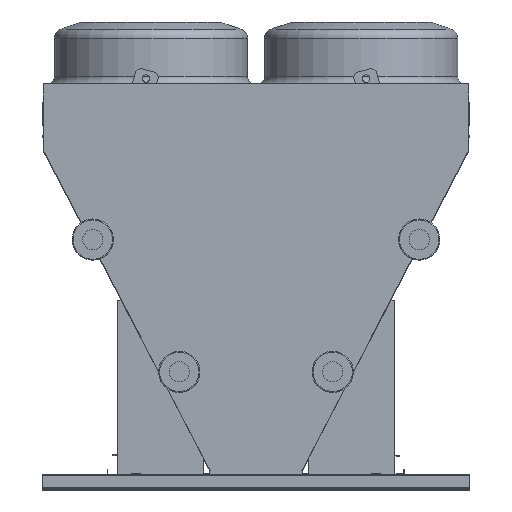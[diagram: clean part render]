
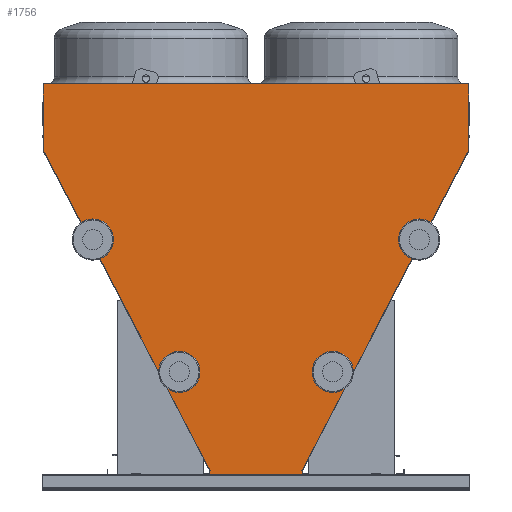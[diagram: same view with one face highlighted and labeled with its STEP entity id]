
A CAD part, top view. The second image highlights one B-rep face of the part: STEP entity #1756.
In plain terms, the highlighted planar face has unit normal (0, 0, 1).
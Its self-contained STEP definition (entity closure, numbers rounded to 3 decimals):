
#7 = DIRECTION ( 'NONE',  ( 0.887, -0.462, 0. ) ) ;
#47 = VECTOR ( 'NONE', #7, 1000. ) ;
#60 = DIRECTION ( 'NONE',  ( 0.462, 0.887, 0. ) ) ;
#247 = VECTOR ( 'NONE', #14979, 1000. ) ;
#309 = CARTESIAN_POINT ( 'NONE',  ( 246.893, 17.358, 0. ) ) ;
#327 = VERTEX_POINT ( 'NONE', #2267 ) ;
#349 = CARTESIAN_POINT ( 'NONE',  ( 279.893, 0., 0. ) ) ;
#510 = ORIENTED_EDGE ( 'NONE', *, *, #15726, .T. ) ;
#622 = CARTESIAN_POINT ( 'NONE',  ( 1136.15, 2083.62, 0. ) ) ;
#791 = DIRECTION ( 'NONE',  ( 1., 0., 0. ) ) ;
#860 = ORIENTED_EDGE ( 'NONE', *, *, #15824, .T. ) ;
#903 = PLANE ( 'NONE',  #10309 ) ;
#1217 = LINE ( 'NONE', #2105, #13856 ) ;
#1261 = VERTEX_POINT ( 'NONE', #15907 ) ;
#1285 = LINE ( 'NONE', #11343, #4356 ) ;
#1295 = VERTEX_POINT ( 'NONE', #2689 ) ;
#1375 = CARTESIAN_POINT ( 'NONE',  ( 279.893, 1.482, 0. ) ) ;
#1410 = LINE ( 'NONE', #5603, #7686 ) ;
#1445 = ORIENTED_EDGE ( 'NONE', *, *, #15780, .T. ) ;
#1460 = VECTOR ( 'NONE', #60, 1000. ) ;
#1593 = CARTESIAN_POINT ( 'NONE',  ( 279.893, 1.482, 0. ) ) ;
#1644 = CARTESIAN_POINT ( 'NONE',  ( 1127.607, 1711.053, 0. ) ) ;
#1756 = ADVANCED_FACE ( 'NONE', ( #5398 ), #903, .F. ) ;
#1812 = DIRECTION ( 'NONE',  ( -1., 0., 0. ) ) ;
#1992 = DIRECTION ( 'NONE',  ( 0.887, 0.462, 0. ) ) ;
#2105 = CARTESIAN_POINT ( 'NONE',  ( 279.893, 0., 0. ) ) ;
#2267 = CARTESIAN_POINT ( 'NONE',  ( -1136.282, 2083.62, 0. ) ) ;
#2496 = VECTOR ( 'NONE', #4278, 1000. ) ;
#2514 = VERTEX_POINT ( 'NONE', #13788 ) ;
#2605 = VERTEX_POINT ( 'NONE', #3179 ) ;
#2689 = CARTESIAN_POINT ( 'NONE',  ( -246.893, 1.482, 0. ) ) ;
#2692 = VECTOR ( 'NONE', #4497, 1000. ) ;
#2920 = LINE ( 'NONE', #2988, #2496 ) ;
#2934 = DIRECTION ( 'NONE',  ( -1., 0., 0. ) ) ;
#2988 = CARTESIAN_POINT ( 'NONE',  ( -279.893, 0., 0. ) ) ;
#3130 = LINE ( 'NONE', #12307, #47 ) ;
#3179 = CARTESIAN_POINT ( 'NONE',  ( -279.893, 1.482, 0. ) ) ;
#3222 = CARTESIAN_POINT ( 'NONE',  ( -245.403, 20.223, 0. ) ) ;
#3319 = LINE ( 'NONE', #1593, #12581 ) ;
#3538 = DIRECTION ( 'NONE',  ( -1., 0., 0. ) ) ;
#3907 = VECTOR ( 'NONE', #12779, 1000. ) ;
#3925 = LINE ( 'NONE', #9915, #13147 ) ;
#3928 = ORIENTED_EDGE ( 'NONE', *, *, #15181, .T. ) ;
#4278 = DIRECTION ( 'NONE',  ( 0., -1., 0. ) ) ;
#4348 = CARTESIAN_POINT ( 'NONE',  ( -279.893, 0., 0. ) ) ;
#4356 = VECTOR ( 'NONE', #11291, 1000. ) ;
#4497 = DIRECTION ( 'NONE',  ( 0.462, -0.887, 0. ) ) ;
#4526 = ORIENTED_EDGE ( 'NONE', *, *, #15832, .T. ) ;
#4615 = CARTESIAN_POINT ( 'NONE',  ( -1127.739, 1711.053, 0. ) ) ;
#4901 = LINE ( 'NONE', #4615, #10886 ) ;
#4952 = CARTESIAN_POINT ( 'NONE',  ( -1127.739, 1711.053, 0. ) ) ;
#5002 = CARTESIAN_POINT ( 'NONE',  ( -1136.282, 1727.462, 0. ) ) ;
#5249 = CARTESIAN_POINT ( 'NONE',  ( -245.403, 20.223, 0. ) ) ;
#5395 = ORIENTED_EDGE ( 'NONE', *, *, #15297, .T. ) ;
#5398 = FACE_OUTER_BOUND ( 'NONE', #6115, .T. ) ;
#5497 = VERTEX_POINT ( 'NONE', #5249 ) ;
#5522 = VECTOR ( 'NONE', #7935, 1000. ) ;
#5603 = CARTESIAN_POINT ( 'NONE',  ( -1136.282, 2083.62, 0. ) ) ;
#5863 = VERTEX_POINT ( 'NONE', #12331 ) ;
#5873 = DIRECTION ( 'NONE',  ( 0.462, -0.887, 0. ) ) ;
#5900 = LINE ( 'NONE', #6757, #5522 ) ;
#6079 = ORIENTED_EDGE ( 'NONE', *, *, #15515, .T. ) ;
#6115 = EDGE_LOOP ( 'NONE', ( #5395, #4526, #860, #1445, #10079, #510, #8155, #15554, #11924, #6385, #8867, #7141, #14031, #6703, #9037, #6079, #3928, #11756 ) ) ;
#6337 = DIRECTION ( 'NONE',  ( 0.462, 0.887, 0. ) ) ;
#6385 = ORIENTED_EDGE ( 'NONE', *, *, #15685, .T. ) ;
#6650 = CARTESIAN_POINT ( 'NONE',  ( 246.893, 17.358, 0. ) ) ;
#6656 = VERTEX_POINT ( 'NONE', #4952 ) ;
#6664 = CARTESIAN_POINT ( 'NONE',  ( -1126.246, 1711.83, 0. ) ) ;
#6703 = ORIENTED_EDGE ( 'NONE', *, *, #15584, .T. ) ;
#6705 = VERTEX_POINT ( 'NONE', #5002 ) ;
#6757 = CARTESIAN_POINT ( 'NONE',  ( -279.893, 1.482, 0. ) ) ;
#6807 = DIRECTION ( 'NONE',  ( 0., -1., 0. ) ) ;
#6971 = DIRECTION ( 'NONE',  ( 0., -1., 0. ) ) ;
#7141 = ORIENTED_EDGE ( 'NONE', *, *, #15641, .T. ) ;
#7374 = LINE ( 'NONE', #11325, #13323 ) ;
#7550 = VECTOR ( 'NONE', #6807, 1000. ) ;
#7686 = VECTOR ( 'NONE', #1812, 1000. ) ;
#7780 = CARTESIAN_POINT ( 'NONE',  ( 245.39, 20.232, 0. ) ) ;
#7935 = DIRECTION ( 'NONE',  ( -1., 0., 0. ) ) ;
#8102 = LINE ( 'NONE', #8188, #8467 ) ;
#8131 = VECTOR ( 'NONE', #6971, 1000. ) ;
#8136 = VERTEX_POINT ( 'NONE', #1644 ) ;
#8155 = ORIENTED_EDGE ( 'NONE', *, *, #15707, .T. ) ;
#8158 = CARTESIAN_POINT ( 'NONE',  ( -1136.282, 1727.462, 0. ) ) ;
#8188 = CARTESIAN_POINT ( 'NONE',  ( -1127.739, 1711.053, 0. ) ) ;
#8445 = CARTESIAN_POINT ( 'NONE',  ( 279.893, 0., 0. ) ) ;
#8467 = VECTOR ( 'NONE', #1992, 1000. ) ;
#8500 = LINE ( 'NONE', #8158, #8131 ) ;
#8823 = CARTESIAN_POINT ( 'NONE',  ( 245.39, 20.232, 0. ) ) ;
#8867 = ORIENTED_EDGE ( 'NONE', *, *, #15661, .T. ) ;
#9037 = ORIENTED_EDGE ( 'NONE', *, *, #15535, .T. ) ;
#9392 = CARTESIAN_POINT ( 'NONE',  ( 1136.15, 1727.462, 0. ) ) ;
#9585 = CARTESIAN_POINT ( 'NONE',  ( 0., 0., 0. ) ) ;
#9783 = LINE ( 'NONE', #6650, #247 ) ;
#9915 = CARTESIAN_POINT ( 'NONE',  ( 1127.607, 1711.053, 0. ) ) ;
#10079 = ORIENTED_EDGE ( 'NONE', *, *, #15733, .T. ) ;
#10197 = VERTEX_POINT ( 'NONE', #7780 ) ;
#10285 = DIRECTION ( 'NONE',  ( 0., 1., 0. ) ) ;
#10309 = AXIS2_PLACEMENT_3D ( 'NONE', #9585, #10785, #3538 ) ;
#10328 = VERTEX_POINT ( 'NONE', #4348 ) ;
#10578 = VERTEX_POINT ( 'NONE', #9392 ) ;
#10715 = LINE ( 'NONE', #15139, #7550 ) ;
#10785 = DIRECTION ( 'NONE',  ( 0., 0., -1. ) ) ;
#10819 = VERTEX_POINT ( 'NONE', #8445 ) ;
#10886 = VECTOR ( 'NONE', #5873, 1000. ) ;
#11291 = DIRECTION ( 'NONE',  ( 0., 1., 0. ) ) ;
#11306 = EDGE_CURVE ( 'NONE', #15795, #327, #1410, .T. ) ;
#11325 = CARTESIAN_POINT ( 'NONE',  ( 246.893, 17.358, 0. ) ) ;
#11343 = CARTESIAN_POINT ( 'NONE',  ( 1136.15, 2083.62, 0. ) ) ;
#11594 = CARTESIAN_POINT ( 'NONE',  ( -246.893, 17.358, 0. ) ) ;
#11756 = ORIENTED_EDGE ( 'NONE', *, *, #11306, .T. ) ;
#11924 = ORIENTED_EDGE ( 'NONE', *, *, #12228, .T. ) ;
#12197 = LINE ( 'NONE', #349, #15404 ) ;
#12228 = EDGE_CURVE ( 'NONE', #10328, #10819, #1217, .T. ) ;
#12307 = CARTESIAN_POINT ( 'NONE',  ( 1127.607, 1711.053, 0. ) ) ;
#12331 = CARTESIAN_POINT ( 'NONE',  ( 246.893, 1.482, 0. ) ) ;
#12379 = LINE ( 'NONE', #3222, #2692 ) ;
#12516 = DIRECTION ( 'NONE',  ( -0.463, 0.886, 0. ) ) ;
#12581 = VECTOR ( 'NONE', #2934, 1000. ) ;
#12779 = DIRECTION ( 'NONE',  ( -0.461, -0.887, 0. ) ) ;
#13147 = VECTOR ( 'NONE', #6337, 1000. ) ;
#13323 = VECTOR ( 'NONE', #12516, 1000. ) ;
#13372 = VERTEX_POINT ( 'NONE', #1375 ) ;
#13444 = VERTEX_POINT ( 'NONE', #6664 ) ;
#13510 = LINE ( 'NONE', #11594, #3907 ) ;
#13788 = CARTESIAN_POINT ( 'NONE',  ( 1126.218, 1711.776, 0. ) ) ;
#13856 = VECTOR ( 'NONE', #791, 1000. ) ;
#14031 = ORIENTED_EDGE ( 'NONE', *, *, #15614, .T. ) ;
#14833 = LINE ( 'NONE', #8823, #1460 ) ;
#14979 = DIRECTION ( 'NONE',  ( 0., 1., 0. ) ) ;
#15139 = CARTESIAN_POINT ( 'NONE',  ( -246.893, 17.358, 0. ) ) ;
#15181 = EDGE_CURVE ( 'NONE', #10578, #15795, #1285, .T. ) ;
#15194 = VERTEX_POINT ( 'NONE', #309 ) ;
#15297 = EDGE_CURVE ( 'NONE', #327, #6705, #8500, .T. ) ;
#15404 = VECTOR ( 'NONE', #10285, 1000. ) ;
#15515 = EDGE_CURVE ( 'NONE', #8136, #10578, #3925, .T. ) ;
#15535 = EDGE_CURVE ( 'NONE', #2514, #8136, #3130, .T. ) ;
#15554 = ORIENTED_EDGE ( 'NONE', *, *, #15691, .T. ) ;
#15584 = EDGE_CURVE ( 'NONE', #10197, #2514, #14833, .T. ) ;
#15614 = EDGE_CURVE ( 'NONE', #15194, #10197, #7374, .T. ) ;
#15641 = EDGE_CURVE ( 'NONE', #5863, #15194, #9783, .T. ) ;
#15661 = EDGE_CURVE ( 'NONE', #13372, #5863, #3319, .T. ) ;
#15685 = EDGE_CURVE ( 'NONE', #10819, #13372, #12197, .T. ) ;
#15691 = EDGE_CURVE ( 'NONE', #2605, #10328, #2920, .T. ) ;
#15707 = EDGE_CURVE ( 'NONE', #1295, #2605, #5900, .T. ) ;
#15726 = EDGE_CURVE ( 'NONE', #1261, #1295, #10715, .T. ) ;
#15733 = EDGE_CURVE ( 'NONE', #5497, #1261, #13510, .T. ) ;
#15780 = EDGE_CURVE ( 'NONE', #13444, #5497, #12379, .T. ) ;
#15795 = VERTEX_POINT ( 'NONE', #622 ) ;
#15824 = EDGE_CURVE ( 'NONE', #6656, #13444, #8102, .T. ) ;
#15832 = EDGE_CURVE ( 'NONE', #6705, #6656, #4901, .T. ) ;
#15907 = CARTESIAN_POINT ( 'NONE',  ( -246.893, 17.358, 0. ) ) ;
